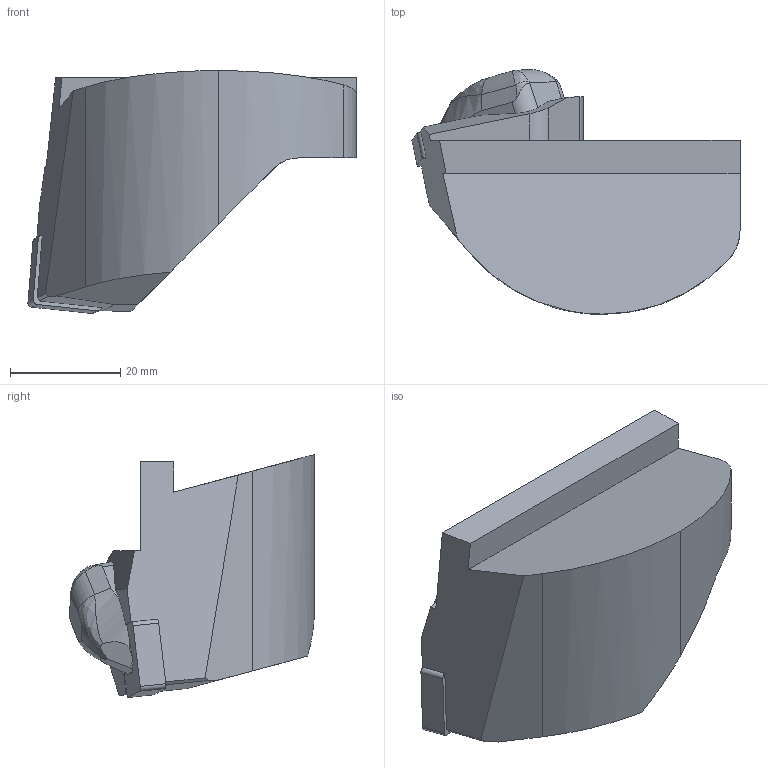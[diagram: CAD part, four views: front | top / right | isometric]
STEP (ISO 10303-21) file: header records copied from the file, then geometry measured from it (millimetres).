
FILE_DESCRIPTION(/* description */ (''),/* implementation_level */ '2;1');
FILE_NAME(/* name */ '1560775497870.stp',/* time_stamp */ '2019-06-17T14:45:01+02:00',/* author */ (''),/* organization */ ('SMS'),/* preprocessor_version */ 'ST-DEVELOPER v15',/* originating_system */ 'SIEMENS PLM Software NX 8.5',/* authorisation */ '');
FILE_SCHEMA (('AUTOMOTIVE_DESIGN { 1 0 10303 214 3 1 1 1 }'));
Length unit declared in the file: millimetre
Products named in the file (4): IsoTurningInsert; 202348832mod000_00; ASSEMBLY_CONSTRUCTION; 111151001mod000_01
Assembly tree (3 placements, depth 2):
  111151001mod000_01
    ASSEMBLY_CONSTRUCTION
    202348832mod000_00
    IsoTurningInsert
Bounding box: 59.5 x 44.4 x 44.05 mm (x, y, z)
Volume: 41798.1 mm3; surface area: 9135 mm2
Topology: 2 solids, 2 shells, 69 faces, 195 edges, 135 vertices
Faces by surface type: plane 42, cylinder 18, bspline 9
Full cylindrical faces by diameter (mm): 5.156 x2
Entity records: 2842 total; most frequent: CARTESIAN_POINT 962, ORIENTED_EDGE 384, DIRECTION 335, EDGE_CURVE 192, VERTEX_POINT 128, AXIS2_PLACEMENT_3D 113, LINE 109, VECTOR 109
